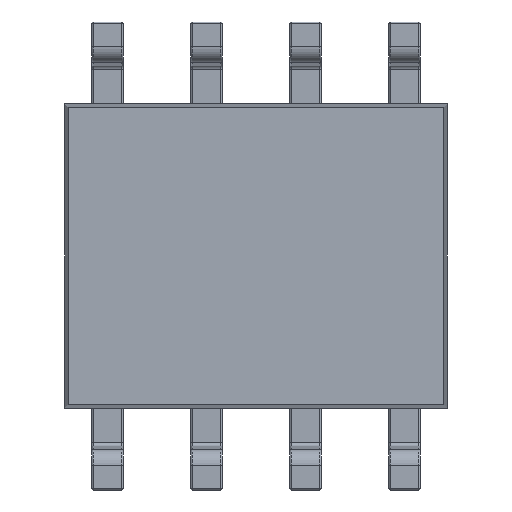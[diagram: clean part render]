
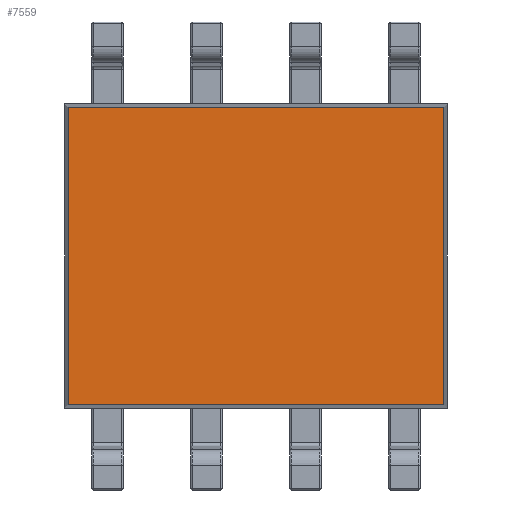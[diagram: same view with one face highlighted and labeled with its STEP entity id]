
A CAD part, front view. The second image highlights one B-rep face of the part: STEP entity #7559.
In plain terms, the highlighted planar face has unit normal (0, -1, 0).
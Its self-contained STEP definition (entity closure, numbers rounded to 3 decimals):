
#298 = CARTESIAN_POINT ( 'NONE',  ( 0., 0.25, 1.904 ) ) ;
#598 = DIRECTION ( 'NONE',  ( 0., 0., -1. ) ) ;
#1010 = DIRECTION ( 'NONE',  ( 0., 1., 0. ) ) ;
#1052 = LINE ( 'NONE', #298, #3488 ) ;
#1143 = CARTESIAN_POINT ( 'NONE',  ( 0., 0.25, -1.904 ) ) ;
#1328 = FACE_OUTER_BOUND ( 'NONE', #7518, .T. ) ;
#1483 = VECTOR ( 'NONE', #598, 1000. ) ;
#1808 = AXIS2_PLACEMENT_3D ( 'NONE', #6235, #1010, #7514 ) ;
#2093 = VERTEX_POINT ( 'NONE', #4016 ) ;
#2347 = ORIENTED_EDGE ( 'NONE', *, *, #4473, .T. ) ;
#2401 = ORIENTED_EDGE ( 'NONE', *, *, #7653, .T. ) ;
#2490 = LINE ( 'NONE', #5857, #1483 ) ;
#2929 = CARTESIAN_POINT ( 'NONE',  ( 2.404, 0.25, 0. ) ) ;
#2971 = DIRECTION ( 'NONE',  ( -1., 0., 0. ) ) ;
#2993 = ORIENTED_EDGE ( 'NONE', *, *, #5840, .T. ) ;
#3211 = VERTEX_POINT ( 'NONE', #7991 ) ;
#3488 = VECTOR ( 'NONE', #2971, 1000. ) ;
#3584 = PLANE ( 'NONE',  #1808 ) ;
#3707 = LINE ( 'NONE', #2929, #7953 ) ;
#4016 = CARTESIAN_POINT ( 'NONE',  ( 2.404, 0.25, -1.904 ) ) ;
#4283 = VERTEX_POINT ( 'NONE', #6098 ) ;
#4473 = EDGE_CURVE ( 'NONE', #4283, #8404, #2490, .T. ) ;
#5166 = EDGE_CURVE ( 'NONE', #2093, #3211, #3707, .T. ) ;
#5171 = CARTESIAN_POINT ( 'NONE',  ( -2.404, 0.25, -1.904 ) ) ;
#5840 = EDGE_CURVE ( 'NONE', #3211, #4283, #1052, .T. ) ;
#5857 = CARTESIAN_POINT ( 'NONE',  ( -2.404, 0.25, 0. ) ) ;
#6098 = CARTESIAN_POINT ( 'NONE',  ( -2.404, 0.25, 1.904 ) ) ;
#6235 = CARTESIAN_POINT ( 'NONE',  ( 0., 0.25, 0. ) ) ;
#6323 = DIRECTION ( 'NONE',  ( 1., 0., 0. ) ) ;
#6543 = ORIENTED_EDGE ( 'NONE', *, *, #5166, .T. ) ;
#6650 = LINE ( 'NONE', #1143, #8010 ) ;
#6781 = DIRECTION ( 'NONE',  ( 0., 0., 1. ) ) ;
#7514 = DIRECTION ( 'NONE',  ( 0., 0., 1. ) ) ;
#7518 = EDGE_LOOP ( 'NONE', ( #2347, #2401, #6543, #2993 ) ) ;
#7559 = ADVANCED_FACE ( 'NONE', ( #1328 ), #3584, .F. ) ;
#7653 = EDGE_CURVE ( 'NONE', #8404, #2093, #6650, .T. ) ;
#7953 = VECTOR ( 'NONE', #6781, 1000. ) ;
#7991 = CARTESIAN_POINT ( 'NONE',  ( 2.404, 0.25, 1.904 ) ) ;
#8010 = VECTOR ( 'NONE', #6323, 1000. ) ;
#8404 = VERTEX_POINT ( 'NONE', #5171 ) ;
